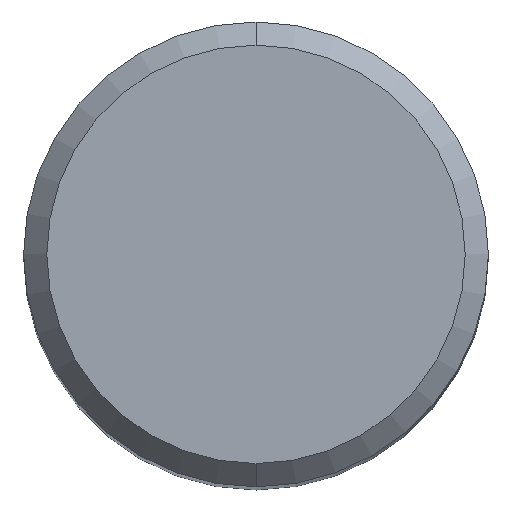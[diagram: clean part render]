
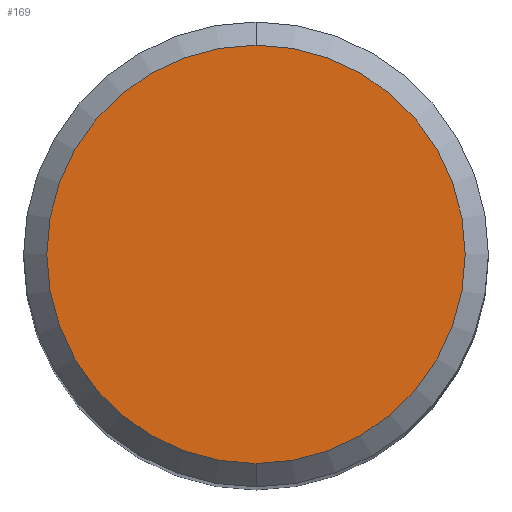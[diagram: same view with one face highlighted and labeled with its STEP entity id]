
A CAD part, top view. The second image highlights one B-rep face of the part: STEP entity #169.
In plain terms, the highlighted planar face has unit normal (0, 0, 1).
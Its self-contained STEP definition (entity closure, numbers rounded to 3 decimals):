
#117=EDGE_CURVE('',#135,#145,#271,.T.);
#135=VERTEX_POINT('',#291);
#145=VERTEX_POINT('',#302);
#169=ADVANCED_FACE('',(#329),#330,.T.);
#207=EDGE_CURVE('',#145,#135,#374,.T.);
#271=CIRCLE('',#435,4.5);
#291=CARTESIAN_POINT('',(0.,-4.5,0.0));
#302=CARTESIAN_POINT('',(0.0,4.5,0.0));
#329=FACE_OUTER_BOUND('',#511,.T.);
#330=PLANE('',#512);
#374=CIRCLE('',#564,4.5);
#435=AXIS2_PLACEMENT_3D('',#631,#632,#633);
#511=EDGE_LOOP('',(#706,#707));
#512=AXIS2_PLACEMENT_3D('',#708,#709,#710);
#564=AXIS2_PLACEMENT_3D('',#766,#767,#768);
#631=CARTESIAN_POINT('',(0.0,0.0,0.0));
#632=DIRECTION('',(0.0,0.0,-1.0));
#633=DIRECTION('',(0.0,1.0,0.0));
#706=ORIENTED_EDGE('',*,*,#207,.F.);
#707=ORIENTED_EDGE('',*,*,#117,.F.);
#708=CARTESIAN_POINT('',(0.0,2.25,0.0));
#709=DIRECTION('',(-0.0,0.0,1.0));
#710=DIRECTION('',(0.0,-1.0,0.0));
#766=CARTESIAN_POINT('',(0.0,0.0,0.0));
#767=DIRECTION('',(0.0,0.0,-1.0));
#768=DIRECTION('',(0.0,1.0,0.0));
